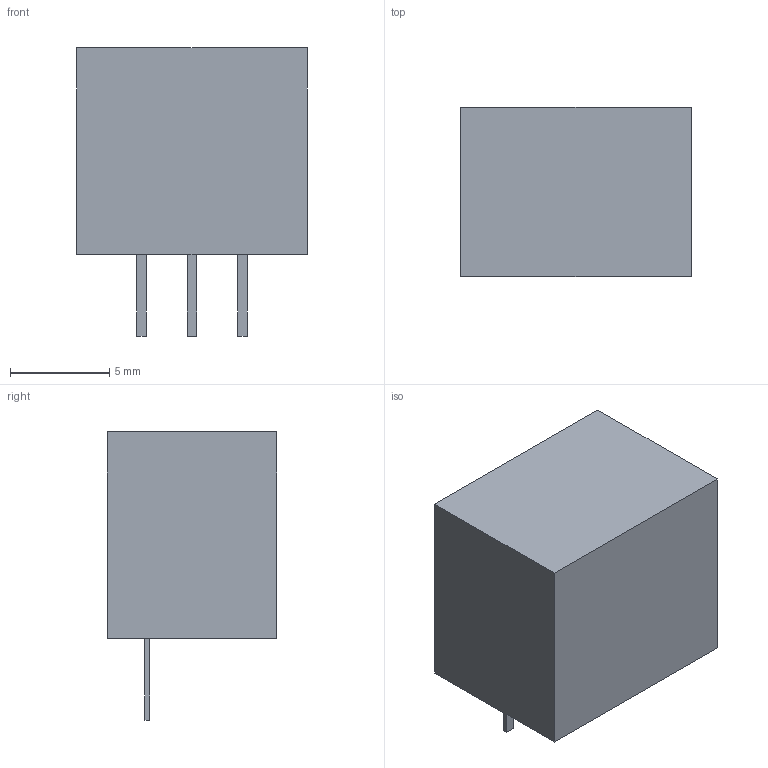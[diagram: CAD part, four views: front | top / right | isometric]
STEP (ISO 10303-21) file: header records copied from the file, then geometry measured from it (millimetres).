
FILE_DESCRIPTION(('FreeCAD Model'),'2;1');
FILE_NAME('RECOM R-78Exx-0.5.step', '2017-01-13T17:01:28',('kicad StepUp'),('ksu MCAD'), 'Open CASCADE STEP processor 6.8','FreeCAD','Unknown');
FILE_SCHEMA(('AUTOMOTIVE_DESIGN_CC2 { 1 2 10303 214 -1 1 5 4 }'));
Length unit declared in the file: millimetre
Products named in the file (1): RECOM_R-78Exx-0.5
Bounding box: 11.6 x 8.5 x 14.5 mm (x, y, z)
Volume: 1026.9 mm3; surface area: 634.1 mm2
Topology: 1 solids, 1 shells, 24 faces, 54 edges, 36 vertices
Faces by surface type: plane 22, cylinder 2
Entity records: 844 total; most frequent: CARTESIAN_POINT 115, DIRECTION 108, ORIENTED_EDGE 108, EDGE_CURVE 54, LINE 50, VECTOR 50, VERTEX_POINT 36, AXIS2_PLACEMENT_3D 29
